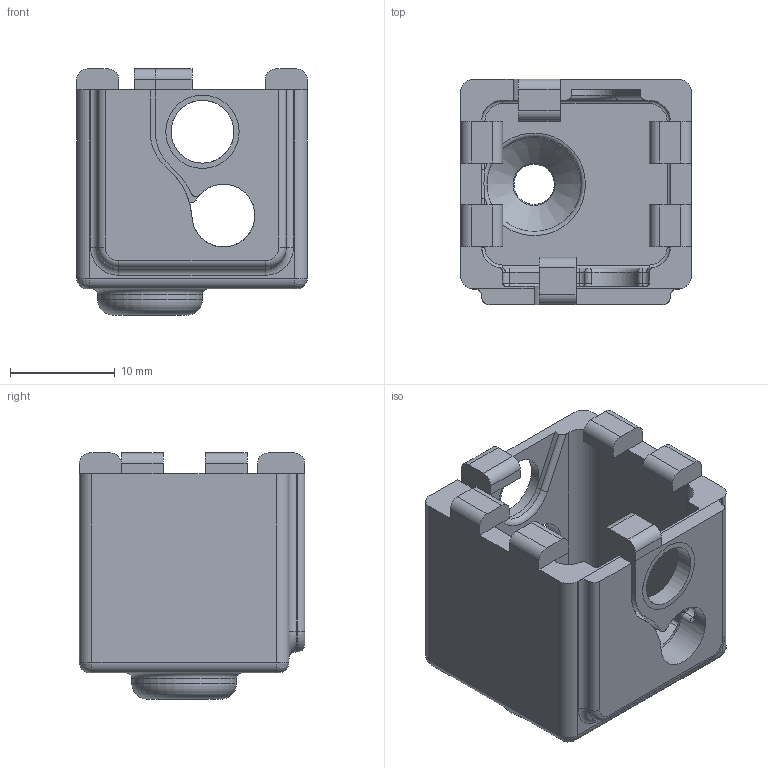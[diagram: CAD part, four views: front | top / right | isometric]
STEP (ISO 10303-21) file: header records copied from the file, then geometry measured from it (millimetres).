
FILE_DESCRIPTION(('FreeCAD Model'),'2;1');
FILE_NAME('Sock-V2.step', '2016-12-30T16:18:31',('Author'),(''), 'Open CASCADE STEP processor 6.9','FreeCAD','Unknown');
FILE_SCHEMA(('AUTOMOTIVE_DESIGN_CC2 { 1 2 10303 214 -1 1 5 4 }'));
Length unit declared in the file: millimetre
Products named in the file (2): ASSEMBLY; Pocket001
Assembly tree (1 placements, depth 2):
  ASSEMBLY
    Pocket001
Bounding box: 22 x 21.51 x 23.5 mm (x, y, z)
Volume: 3504.7 mm3; surface area: 3920.9 mm2
Topology: 1 solids, 1 shells, 182 faces, 456 edges, 276 vertices
Faces by surface type: plane 75, cylinder 69, torus 23, bspline 10, revolution 4, cone 1
Full cylindrical faces by diameter (mm): 6 x2, 6.5 x1, 7 x1, 9 x1, 10 x1
Entity records: 13101 total; most frequent: CARTESIAN_POINT 4165, DIRECTION 1653, ORIENTED_EDGE 910, PCURVE 910, DEFINITIONAL_REPRESENTATION 910, LINE 903, VECTOR 903, EDGE_CURVE 455
